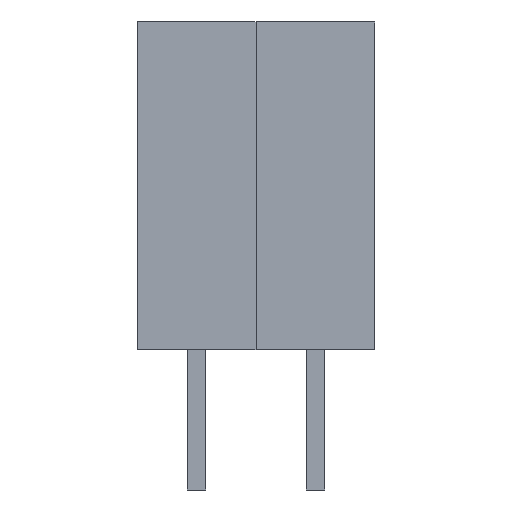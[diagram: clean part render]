
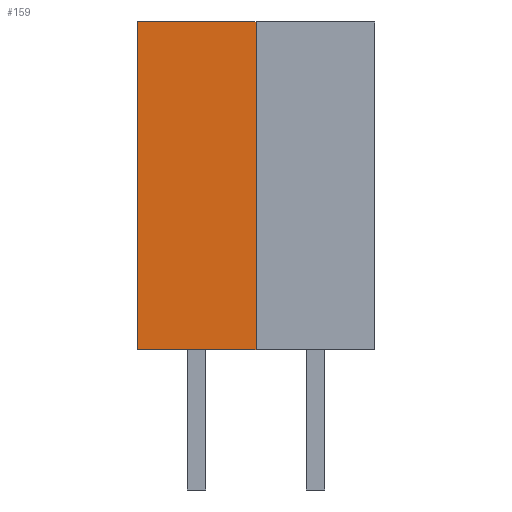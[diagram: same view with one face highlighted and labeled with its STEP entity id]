
A CAD part, front view. The second image highlights one B-rep face of the part: STEP entity #159.
In plain terms, the highlighted planar face has unit normal (0, -1, 0).
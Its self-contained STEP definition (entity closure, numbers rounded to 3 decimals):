
#13=DIRECTION('',(0.,0.,1.));
#14=DIRECTION('',(1.,0.,0.));
#135=EDGE_CURVE('',#136,#138,#140,.T.);
#136=VERTEX_POINT('',#137);
#137=CARTESIAN_POINT('',(-1.27,-1.271,0.));
#138=VERTEX_POINT('',#139);
#139=CARTESIAN_POINT('',(-1.27,-1.271,7.));
#140=LINE('',#137,#141);
#141=VECTOR('',#13,1.);
#148=DIRECTION('',(0.,1.,0.));
#159=ADVANCED_FACE('',(#160),#177,.F.);
#160=FACE_BOUND('',#161,.F.);
#161=EDGE_LOOP('',(#162,#168,#169,#174));
#162=ORIENTED_EDGE('',*,*,#163,.F.);
#163=EDGE_CURVE('',#136,#164,#166,.T.);
#164=VERTEX_POINT('',#165);
#165=CARTESIAN_POINT('',(1.27,-1.271,0.));
#166=LINE('',#137,#167);
#167=VECTOR('',#14,1.);
#168=ORIENTED_EDGE('',*,*,#135,.T.);
#169=ORIENTED_EDGE('',*,*,#170,.T.);
#170=EDGE_CURVE('',#138,#171,#173,.T.);
#171=VERTEX_POINT('',#172);
#172=CARTESIAN_POINT('',(1.27,-1.271,7.));
#173=LINE('',#139,#167);
#174=ORIENTED_EDGE('',*,*,#175,.F.);
#175=EDGE_CURVE('',#164,#171,#176,.T.);
#176=LINE('',#165,#141);
#177=PLANE('',#178);
#178=AXIS2_PLACEMENT_3D('',#137,#148,#13);
